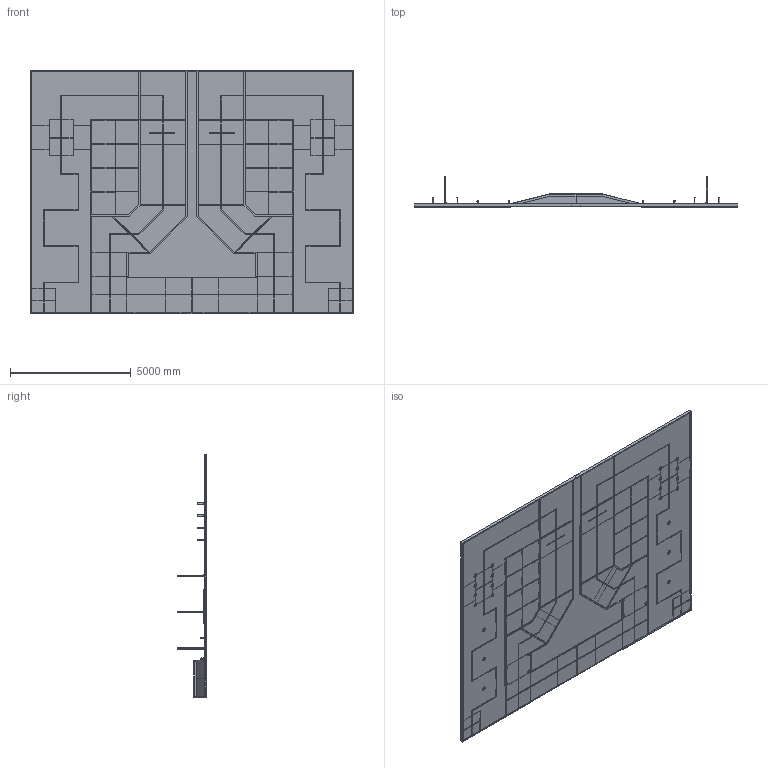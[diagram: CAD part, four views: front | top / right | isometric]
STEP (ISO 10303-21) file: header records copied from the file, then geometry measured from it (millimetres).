
FILE_DESCRIPTION (( 'STEP AP214' ), '1' );
FILE_NAME ('Arena assmebly.STEP', '2020-05-08T10:07:45', ( '' ), ( '' ), 'SwSTEP 2.0', 'SolidWorks 2020', '' );
FILE_SCHEMA (( 'AUTOMOTIVE_DESIGN' ));
Length unit declared in the file: millimetre
Products named in the file (10): small tussock; Arena assmebly; Layout; big tussock; rope; mountain; forest tree; mountain_blueside; sand dune; bridge
Assembly tree (39 placements, depth 2):
  Arena assmebly
    Layout
    mountain
    forest tree  x6
    bridge  x16
    sand dune  x2
    big tussock  x4
    small tussock  x4
    rope  x4
    mountain_blueside
Bounding box: 13400 x 1240 x 10100 mm (x, y, z)
Volume: 5678699260.8 mm3; surface area: 341884556.1 mm2
Topology: 250 solids, 251 shells, 2058 faces, 4506 edges, 3004 vertices
Faces by surface type: plane 1690, cylinder 360, bspline 8
Entity records: 46540 total; most frequent: CARTESIAN_POINT 7691, ORIENTED_EDGE 5628, DIRECTION 5430, EDGE_CURVE 2814, VECTOR 2712, LINE 2712, VERTEX_POINT 1876, AXIS2_PLACEMENT_3D 1359
